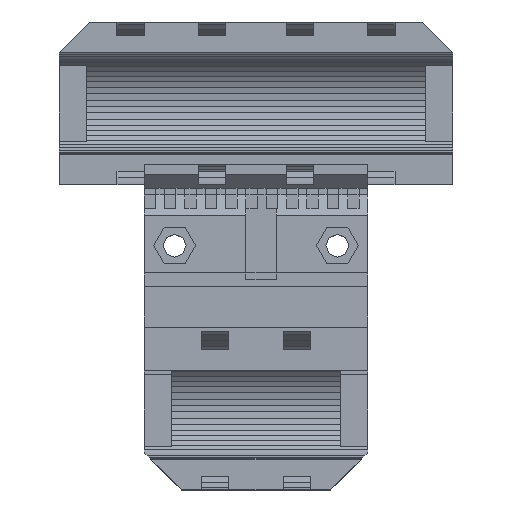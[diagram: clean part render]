
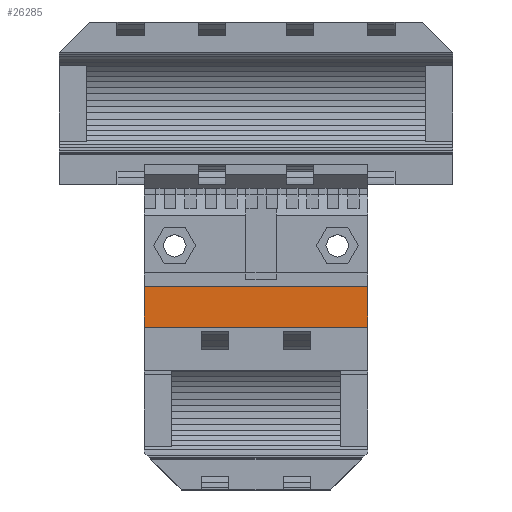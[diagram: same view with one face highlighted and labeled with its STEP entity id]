
A CAD part, top view. The second image highlights one B-rep face of the part: STEP entity #26285.
In plain terms, the highlighted planar face has unit normal (0, 0, 1).
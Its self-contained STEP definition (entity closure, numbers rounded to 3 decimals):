
#14729 = PLANE('',#14730);
#14730 = AXIS2_PLACEMENT_3D('',#14731,#14732,#14733);
#14731 = CARTESIAN_POINT('',(-33.,-11.5,0.));
#14732 = DIRECTION('',(1.,0.,0.));
#14733 = DIRECTION('',(0.,0.,1.));
#19529 = PLANE('',#19530);
#19530 = AXIS2_PLACEMENT_3D('',#19531,#19532,#19533);
#19531 = CARTESIAN_POINT('',(0.,-11.5,0.));
#19532 = DIRECTION('',(1.,0.,0.));
#19533 = DIRECTION('',(0.,0.,1.));
#21462 = EDGE_CURVE('',#21463,#21465,#21467,.T.);
#21463 = VERTEX_POINT('',#21464);
#21464 = CARTESIAN_POINT('',(-33.,12.,7.));
#21465 = VERTEX_POINT('',#21466);
#21466 = CARTESIAN_POINT('',(-33.,18.,7.));
#21467 = SURFACE_CURVE('',#21468,(#21472,#21479),.PCURVE_S1.);
#21468 = LINE('',#21469,#21470);
#21469 = CARTESIAN_POINT('',(-33.,-11.5,7.));
#21470 = VECTOR('',#21471,1.);
#21471 = DIRECTION('',(0.,1.,0.));
#21472 = PCURVE('',#14729,#21473);
#21473 = DEFINITIONAL_REPRESENTATION('',(#21474),#21478);
#21474 = LINE('',#21475,#21476);
#21475 = CARTESIAN_POINT('',(7.,0.));
#21476 = VECTOR('',#21477,1.);
#21477 = DIRECTION('',(0.,-1.));
#21478 = ( GEOMETRIC_REPRESENTATION_CONTEXT(2) 
PARAMETRIC_REPRESENTATION_CONTEXT() REPRESENTATION_CONTEXT('2D SPACE',''
  ) );
#21479 = PCURVE('',#21480,#21485);
#21480 = PLANE('',#21481);
#21481 = AXIS2_PLACEMENT_3D('',#21482,#21483,#21484);
#21482 = CARTESIAN_POINT('',(-38.,5.,7.));
#21483 = DIRECTION('',(0.,0.,1.));
#21484 = DIRECTION('',(1.,0.,0.));
#21485 = DEFINITIONAL_REPRESENTATION('',(#21486),#21490);
#21486 = LINE('',#21487,#21488);
#21487 = CARTESIAN_POINT('',(5.,-16.5));
#21488 = VECTOR('',#21489,1.);
#21489 = DIRECTION('',(0.,1.));
#21490 = ( GEOMETRIC_REPRESENTATION_CONTEXT(2) 
PARAMETRIC_REPRESENTATION_CONTEXT() REPRESENTATION_CONTEXT('2D SPACE',''
  ) );
#21556 = PLANE('',#21557);
#21557 = AXIS2_PLACEMENT_3D('',#21558,#21559,#21560);
#21558 = CARTESIAN_POINT('',(-33.,-11.5,7.));
#21559 = DIRECTION('',(0.,0.,1.));
#21560 = DIRECTION('',(1.,0.,0.));
#23263 = EDGE_CURVE('',#23264,#23266,#23268,.T.);
#23264 = VERTEX_POINT('',#23265);
#23265 = CARTESIAN_POINT('',(0.,12.,7.));
#23266 = VERTEX_POINT('',#23267);
#23267 = CARTESIAN_POINT('',(0.,18.,7.));
#23268 = SURFACE_CURVE('',#23269,(#23273,#23280),.PCURVE_S1.);
#23269 = LINE('',#23270,#23271);
#23270 = CARTESIAN_POINT('',(0.,-11.5,7.));
#23271 = VECTOR('',#23272,1.);
#23272 = DIRECTION('',(0.,1.,0.));
#23273 = PCURVE('',#19529,#23274);
#23274 = DEFINITIONAL_REPRESENTATION('',(#23275),#23279);
#23275 = LINE('',#23276,#23277);
#23276 = CARTESIAN_POINT('',(7.,0.));
#23277 = VECTOR('',#23278,1.);
#23278 = DIRECTION('',(0.,-1.));
#23279 = ( GEOMETRIC_REPRESENTATION_CONTEXT(2) 
PARAMETRIC_REPRESENTATION_CONTEXT() REPRESENTATION_CONTEXT('2D SPACE',''
  ) );
#23280 = PCURVE('',#21480,#23281);
#23281 = DEFINITIONAL_REPRESENTATION('',(#23282),#23286);
#23282 = LINE('',#23283,#23284);
#23283 = CARTESIAN_POINT('',(38.,-16.5));
#23284 = VECTOR('',#23285,1.);
#23285 = DIRECTION('',(0.,1.));
#23286 = ( GEOMETRIC_REPRESENTATION_CONTEXT(2) 
PARAMETRIC_REPRESENTATION_CONTEXT() REPRESENTATION_CONTEXT('2D SPACE',''
  ) );
#26285 = ADVANCED_FACE('',(#26286),#21480,.T.);
#26286 = FACE_BOUND('',#26287,.T.);
#26287 = EDGE_LOOP('',(#26288,#26309,#26310,#26336));
#26288 = ORIENTED_EDGE('',*,*,#26289,.F.);
#26289 = EDGE_CURVE('',#21465,#23266,#26290,.T.);
#26290 = SURFACE_CURVE('',#26291,(#26295,#26302),.PCURVE_S1.);
#26291 = LINE('',#26292,#26293);
#26292 = CARTESIAN_POINT('',(-38.,18.,7.));
#26293 = VECTOR('',#26294,1.);
#26294 = DIRECTION('',(1.,0.,0.));
#26295 = PCURVE('',#21480,#26296);
#26296 = DEFINITIONAL_REPRESENTATION('',(#26297),#26301);
#26297 = LINE('',#26298,#26299);
#26298 = CARTESIAN_POINT('',(0.,13.));
#26299 = VECTOR('',#26300,1.);
#26300 = DIRECTION('',(1.,0.));
#26301 = ( GEOMETRIC_REPRESENTATION_CONTEXT(2) 
PARAMETRIC_REPRESENTATION_CONTEXT() REPRESENTATION_CONTEXT('2D SPACE',''
  ) );
#26302 = PCURVE('',#21556,#26303);
#26303 = DEFINITIONAL_REPRESENTATION('',(#26304),#26308);
#26304 = LINE('',#26305,#26306);
#26305 = CARTESIAN_POINT('',(-5.,29.5));
#26306 = VECTOR('',#26307,1.);
#26307 = DIRECTION('',(1.,0.));
#26308 = ( GEOMETRIC_REPRESENTATION_CONTEXT(2) 
PARAMETRIC_REPRESENTATION_CONTEXT() REPRESENTATION_CONTEXT('2D SPACE',''
  ) );
#26309 = ORIENTED_EDGE('',*,*,#21462,.F.);
#26310 = ORIENTED_EDGE('',*,*,#26311,.T.);
#26311 = EDGE_CURVE('',#21463,#23264,#26312,.T.);
#26312 = SURFACE_CURVE('',#26313,(#26317,#26324),.PCURVE_S1.);
#26313 = LINE('',#26314,#26315);
#26314 = CARTESIAN_POINT('',(-16.5,12.,7.));
#26315 = VECTOR('',#26316,1.);
#26316 = DIRECTION('',(1.,0.,0.));
#26317 = PCURVE('',#21480,#26318);
#26318 = DEFINITIONAL_REPRESENTATION('',(#26319),#26323);
#26319 = LINE('',#26320,#26321);
#26320 = CARTESIAN_POINT('',(21.5,7.));
#26321 = VECTOR('',#26322,1.);
#26322 = DIRECTION('',(1.,0.));
#26323 = ( GEOMETRIC_REPRESENTATION_CONTEXT(2) 
PARAMETRIC_REPRESENTATION_CONTEXT() REPRESENTATION_CONTEXT('2D SPACE',''
  ) );
#26324 = PCURVE('',#26325,#26330);
#26325 = PLANE('',#26326);
#26326 = AXIS2_PLACEMENT_3D('',#26327,#26328,#26329);
#26327 = CARTESIAN_POINT('',(-38.,5.,7.));
#26328 = DIRECTION('',(0.,0.,1.));
#26329 = DIRECTION('',(1.,0.,0.));
#26330 = DEFINITIONAL_REPRESENTATION('',(#26331),#26335);
#26331 = LINE('',#26332,#26333);
#26332 = CARTESIAN_POINT('',(21.5,7.));
#26333 = VECTOR('',#26334,1.);
#26334 = DIRECTION('',(1.,0.));
#26335 = ( GEOMETRIC_REPRESENTATION_CONTEXT(2) 
PARAMETRIC_REPRESENTATION_CONTEXT() REPRESENTATION_CONTEXT('2D SPACE',''
  ) );
#26336 = ORIENTED_EDGE('',*,*,#23263,.T.);
